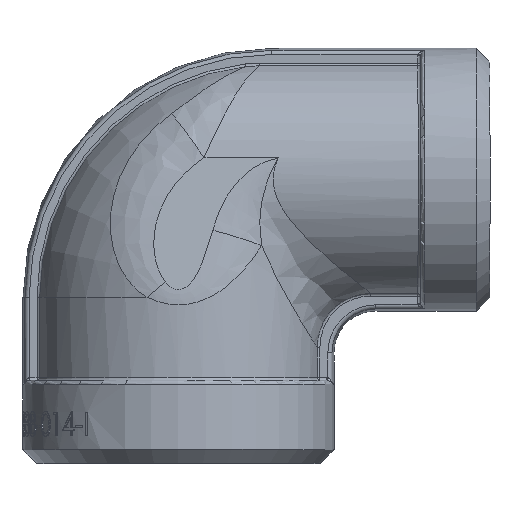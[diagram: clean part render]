
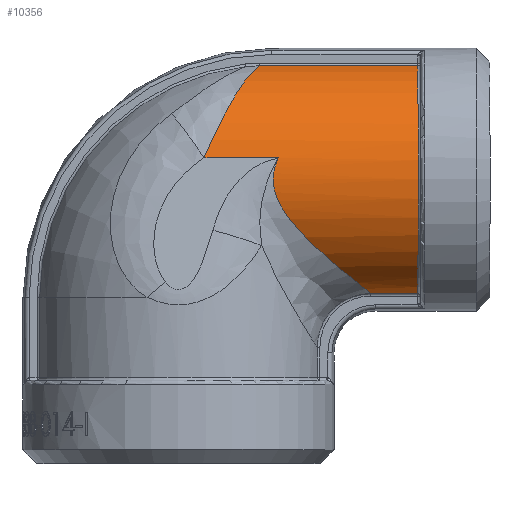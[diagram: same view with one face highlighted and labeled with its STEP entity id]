
A CAD part, top view. The second image highlights one B-rep face of the part: STEP entity #10356.
In plain terms, the highlighted cylindrical face has radius 8.5 mm (diameter 17 mm), a partial arc.
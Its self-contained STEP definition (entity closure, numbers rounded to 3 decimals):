
#609 = AXIS2_PLACEMENT_3D ( 'NONE', #9744, #9789, #9752 ) ;
#702 = VECTOR ( 'NONE', #16647, 1000. ) ;
#718 = CIRCLE ( 'NONE', #721, 8.5 ) ;
#721 = AXIS2_PLACEMENT_3D ( 'NONE', #16746, #16755, #16691 ) ;
#737 = VECTOR ( 'NONE', #15030, 1000. ) ;
#772 = VECTOR ( 'NONE', #15421, 1000. ) ;
#1325 = ORIENTED_EDGE ( 'NONE', *, *, #10470, .T. ) ;
#1345 = ORIENTED_EDGE ( 'NONE', *, *, #10487, .F. ) ;
#1357 = ORIENTED_EDGE ( 'NONE', *, *, #10452, .T. ) ;
#1377 = ORIENTED_EDGE ( 'NONE', *, *, #10451, .T. ) ;
#1398 = ORIENTED_EDGE ( 'NONE', *, *, #10485, .T. ) ;
#1408 = ORIENTED_EDGE ( 'NONE', *, *, #10480, .F. ) ;
#2816 = CARTESIAN_POINT ( 'NONE',  ( 5.888, 8.224, 2.149 ) ) ;
#2819 = CARTESIAN_POINT ( 'NONE',  ( 17.3, -8.224, 2.149 ) ) ;
#2849 = CARTESIAN_POINT ( 'NONE',  ( 1.843, 1.573, 8.353 ) ) ;
#2864 = CARTESIAN_POINT ( 'NONE',  ( 17.3, 8.224, 2.149 ) ) ;
#2920 = CARTESIAN_POINT ( 'NONE',  ( 7.222, 1.573, 8.353 ) ) ;
#2928 = CARTESIAN_POINT ( 'NONE',  ( 13.895, -8.224, 2.149 ) ) ;
#9704 = FACE_OUTER_BOUND ( 'NONE', #15656, .T. ) ;
#9744 = CARTESIAN_POINT ( 'NONE',  ( 11.25, 0., 0. ) ) ;
#9752 = DIRECTION ( 'NONE',  ( 0., 1., 0. ) ) ;
#9789 = DIRECTION ( 'NONE',  ( 1., 0., 0. ) ) ;
#9795 = CYLINDRICAL_SURFACE ( 'NONE', #609, 8.5 ) ;
#10356 = ADVANCED_FACE ( 'NONE', ( #9704 ), #9795, .T. ) ;
#10451 = EDGE_CURVE ( 'NONE', #16847, #16915, #718, .T. ) ;
#10452 = EDGE_CURVE ( 'NONE', #16858, #16939, #16701, .T. ) ;
#10470 = EDGE_CURVE ( 'NONE', #17038, #16847, #15047, .T. ) ;
#10480 = EDGE_CURVE ( 'NONE', #16858, #16876, #20559, .T. ) ;
#10485 = EDGE_CURVE ( 'NONE', #16915, #16876, #15447, .T. ) ;
#10487 = EDGE_CURVE ( 'NONE', #17038, #16939, #20567, .T. ) ;
#15029 = CARTESIAN_POINT ( 'NONE',  ( 11.25, -8.224, 2.149 ) ) ;
#15030 = DIRECTION ( 'NONE',  ( 1., 0., 0. ) ) ;
#15047 = LINE ( 'NONE', #15029, #737 ) ;
#15349 = CARTESIAN_POINT ( 'NONE',  ( 2.439, 2.881, 8.107 ) ) ;
#15359 = CARTESIAN_POINT ( 'NONE',  ( 13.71, -8.079, 2.7 ) ) ;
#15367 = CARTESIAN_POINT ( 'NONE',  ( 3.808, 5.808, 6.827 ) ) ;
#15369 = CARTESIAN_POINT ( 'NONE',  ( 12.878, -7.422, 4.445 ) ) ;
#15373 = CARTESIAN_POINT ( 'NONE',  ( 7.222, 1.573, 8.353 ) ) ;
#15383 = CARTESIAN_POINT ( 'NONE',  ( 11.039, -5.943, 6.268 ) ) ;
#15398 = CARTESIAN_POINT ( 'NONE',  ( 6.646, -0.432, 8.571 ) ) ;
#15404 = CARTESIAN_POINT ( 'NONE',  ( 5.14, 7.747, 3.966 ) ) ;
#15406 = CARTESIAN_POINT ( 'NONE',  ( 1.843, 1.573, 8.353 ) ) ;
#15421 = DIRECTION ( 'NONE',  ( -1., 0., 0. ) ) ;
#15425 = CARTESIAN_POINT ( 'NONE',  ( 8.99, -4.019, 7.556 ) ) ;
#15427 = CARTESIAN_POINT ( 'NONE',  ( 7.565, -2.374, 8.232 ) ) ;
#15429 = CARTESIAN_POINT ( 'NONE',  ( 6.925, 0.941, 8.472 ) ) ;
#15437 = CARTESIAN_POINT ( 'NONE',  ( 13.895, -8.224, 2.149 ) ) ;
#15442 = CARTESIAN_POINT ( 'NONE',  ( 5.888, 8.224, 2.149 ) ) ;
#15447 = LINE ( 'NONE', #15454, #772 ) ;
#15454 = CARTESIAN_POINT ( 'NONE',  ( 11.25, 8.224, 2.149 ) ) ;
#15656 = EDGE_LOOP ( 'NONE', ( #1345, #1325, #1377, #1398, #1408, #1357 ) ) ;
#16647 = DIRECTION ( 'NONE',  ( 1., 0., 0. ) ) ;
#16691 = DIRECTION ( 'NONE',  ( 0., 0., 1. ) ) ;
#16701 = LINE ( 'NONE', #16760, #702 ) ;
#16746 = CARTESIAN_POINT ( 'NONE',  ( 17.3, 0., 0. ) ) ;
#16755 = DIRECTION ( 'NONE',  ( -1., 0., 0. ) ) ;
#16760 = CARTESIAN_POINT ( 'NONE',  ( 11.25, 1.573, 8.353 ) ) ;
#16847 = VERTEX_POINT ( 'NONE', #2819 ) ;
#16858 = VERTEX_POINT ( 'NONE', #2849 ) ;
#16876 = VERTEX_POINT ( 'NONE', #2816 ) ;
#16915 = VERTEX_POINT ( 'NONE', #2864 ) ;
#16939 = VERTEX_POINT ( 'NONE', #2920 ) ;
#17038 = VERTEX_POINT ( 'NONE', #2928 ) ;
#20559 = B_SPLINE_CURVE_WITH_KNOTS ( 'NONE', 3,
 ( #15406, #15349, #15367, #15404, #15442 ),
 .UNSPECIFIED., .F., .F.,
 ( 4, 1, 4 ),
 ( 0., 0.429, 0.985 ),
 .UNSPECIFIED. ) ;
#20567 = B_SPLINE_CURVE_WITH_KNOTS ( 'NONE', 3,
 ( #15437, #15359, #15369, #15383, #15425, #15427, #15398, #15429, #15373 ),
 .UNSPECIFIED., .F., .F.,
 ( 4, 1, 1, 1, 1, 1, 4 ),
 ( 0.011, 0.136, 0.424, 0.568, 0.712, 0.856, 1. ),
 .UNSPECIFIED. ) ;
